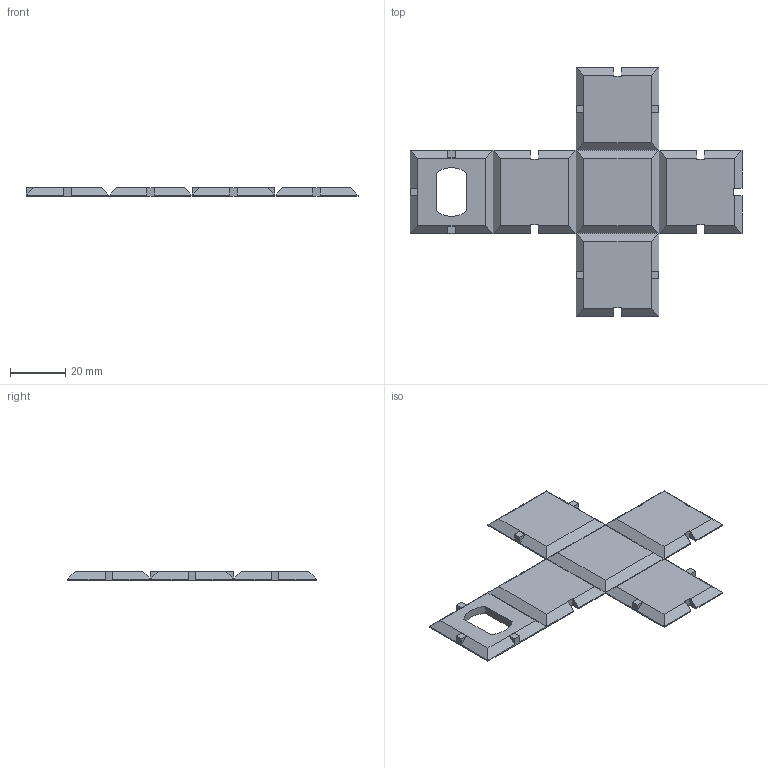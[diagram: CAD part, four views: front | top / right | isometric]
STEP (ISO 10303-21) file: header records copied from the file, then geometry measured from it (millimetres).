
FILE_DESCRIPTION(/* description */ (''),/* implementation_level */ '2;1');
FILE_NAME(/* name */ 'LedVoxel.step',/* time_stamp */ '2021-01-01T23:38:23+01:00',/* author */ (''),/* organization */ (''),/* preprocessor_version */ 'ST-DEVELOPER v18.1',/* originating_system */ 'Autodesk Translation Framework v9.7.1.1290',/* authorisation */ '');
FILE_SCHEMA (('AUTOMOTIVE_DESIGN { 1 0 10303 214 3 1 1 }'));
Length unit declared in the file: millimetre
Products named in the file (1): 1LedVoxel
Bounding box: 120 x 90 x 3 mm (x, y, z)
Volume: 13156.6 mm3; surface area: 11502.4 mm2
Topology: 1 solids, 1 shells, 110 faces, 292 edges, 184 vertices
Faces by surface type: plane 108, cylinder 2
Entity records: 3341 total; most frequent: CARTESIAN_POINT 587, ORIENTED_EDGE 584, DIRECTION 518, EDGE_CURVE 292, LINE 288, VECTOR 288, VERTEX_POINT 184, AXIS2_PLACEMENT_3D 115
